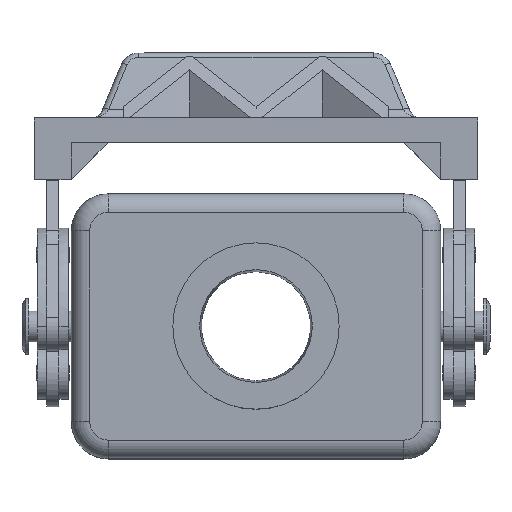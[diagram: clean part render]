
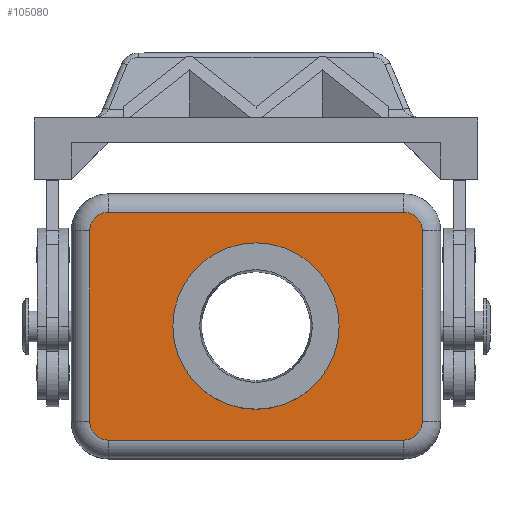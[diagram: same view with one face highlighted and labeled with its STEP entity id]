
A CAD part, top view. The second image highlights one B-rep face of the part: STEP entity #105080.
In plain terms, the highlighted planar face has unit normal (0, 0, 1).
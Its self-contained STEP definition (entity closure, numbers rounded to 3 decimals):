
#21870=CARTESIAN_POINT('',(-24.,18.5,45.));
#21880=DIRECTION('',(1.,0.,0.));
#21890=VECTOR('',#21880,1.);
#21900=LINE('',#21870,#21890);
#21910=CARTESIAN_POINT('',(-24.,18.5,45.));
#21920=VERTEX_POINT('',#21910);
#21930=CARTESIAN_POINT('',(24.,18.5,45.));
#21940=VERTEX_POINT('',#21930);
#21950=EDGE_CURVE('',#21920,#21940,#21900,.T.);
#22430=CARTESIAN_POINT('',(27.,-15.5,45.));
#22440=VERTEX_POINT('',#22430);
#22470=CARTESIAN_POINT('',(27.,15.5,45.));
#22480=DIRECTION('',(0.,-1.,0.));
#22490=VECTOR('',#22480,1.);
#22500=LINE('',#22470,#22490);
#22510=CARTESIAN_POINT('',(27.,15.5,45.));
#22520=VERTEX_POINT('',#22510);
#22530=EDGE_CURVE('',#22520,#22440,#22500,.T.);
#22880=CARTESIAN_POINT('',(-27.,15.5,45.));
#22890=VERTEX_POINT('',#22880);
#22920=CARTESIAN_POINT('',(-27.,-15.5,45.));
#22930=DIRECTION('',(0.,1.,0.));
#22940=VECTOR('',#22930,1.);
#22950=LINE('',#22920,#22940);
#22960=CARTESIAN_POINT('',(-27.,-15.5,45.));
#22970=VERTEX_POINT('',#22960);
#22980=EDGE_CURVE('',#22970,#22890,#22950,.T.);
#23220=CARTESIAN_POINT('',(24.,-18.5,45.));
#23230=DIRECTION('',(-1.,0.,0.));
#23240=VECTOR('',#23230,1.);
#23250=LINE('',#23220,#23240);
#23260=CARTESIAN_POINT('',(24.,-18.5,45.));
#23270=VERTEX_POINT('',#23260);
#23280=CARTESIAN_POINT('',(-24.,-18.5,45.));
#23290=VERTEX_POINT('',#23280);
#23300=EDGE_CURVE('',#23270,#23290,#23250,.T.);
#53460=CARTESIAN_POINT('',(13.5,0.,45.));
#53470=VERTEX_POINT('',#53460);
#53550=CARTESIAN_POINT('',(-13.5,0.,45.));
#53560=VERTEX_POINT('',#53550);
#53590=CARTESIAN_POINT('',(0.,0.,45.
));
#53600=DIRECTION('',(0.,0.,1.));
#53610=DIRECTION('',(0.,1.,0.));
#53620=AXIS2_PLACEMENT_3D('',#53590,#53600,#53610);
#53630=CIRCLE('',#53620,13.5);
#53640=CARTESIAN_POINT('',(0.,13.5,45.));
#53650=VERTEX_POINT('',#53640);
#53660=EDGE_CURVE('',#53650,#53560,#53630,.T.);
#53680=EDGE_CURVE('',#53470,#53650,#53630,.T.);
#100990=CARTESIAN_POINT('',(-24.,-15.5,45.));
#101000=DIRECTION('',(0.,0.,-1.));
#101010=DIRECTION('',(-1.,0.,-0.));
#101020=AXIS2_PLACEMENT_3D('',#100990,#101000,#101010);
#101030=CIRCLE('',#101020,3.);
#101040=EDGE_CURVE('',#23290,#22970,#101030,.T.);
#101260=CARTESIAN_POINT('',(24.,-15.5,45.));
#101270=DIRECTION('',(0.,0.,-1.));
#101280=DIRECTION('',(-1.,0.,-0.));
#101290=AXIS2_PLACEMENT_3D('',#101260,#101270,#101280);
#101300=CIRCLE('',#101290,3.);
#101310=EDGE_CURVE('',#22440,#23270,#101300,.T.);
#102550=CARTESIAN_POINT('',(-24.,15.5,45.));
#102560=DIRECTION('',(0.,0.,-1.));
#102570=DIRECTION('',(-1.,0.,-0.));
#102580=AXIS2_PLACEMENT_3D('',#102550,#102560,#102570);
#102590=CIRCLE('',#102580,3.);
#102600=EDGE_CURVE('',#22890,#21920,#102590,.T.);
#102800=CARTESIAN_POINT('',(24.,15.5,45.));
#102810=DIRECTION('',(0.,0.,-1.));
#102820=DIRECTION('',(-1.,0.,-0.));
#102830=AXIS2_PLACEMENT_3D('',#102800,#102810,#102820);
#102840=CIRCLE('',#102830,3.);
#102850=EDGE_CURVE('',#21940,#22520,#102840,.T.);
#104870=CARTESIAN_POINT('',(-32.4,-22.2,45.));
#104880=DIRECTION('',(0.,0.,1.));
#104890=DIRECTION('',(1.,0.,-0.));
#104900=AXIS2_PLACEMENT_3D('',#104870,#104880,#104890);
#104910=PLANE('',#104900);
#104920=ORIENTED_EDGE('',*,*,#101040,.F.);
#104930=ORIENTED_EDGE('',*,*,#22980,.F.);
#104940=ORIENTED_EDGE('',*,*,#102600,.F.);
#104950=ORIENTED_EDGE('',*,*,#21950,.F.);
#104960=ORIENTED_EDGE('',*,*,#102850,.F.);
#104970=ORIENTED_EDGE('',*,*,#22530,.F.);
#104980=ORIENTED_EDGE('',*,*,#101310,.F.);
#104990=ORIENTED_EDGE('',*,*,#23300,.F.);
#105000=EDGE_LOOP('',(#104990,#104980,#104970,#104960,#104950,#104940,
#104930,#104920));
#105010=FACE_OUTER_BOUND('',#105000,.T.);
#105020=ORIENTED_EDGE('',*,*,#53660,.F.);
#105030=EDGE_CURVE('',#53560,#53470,#53630,.T.);
#105040=ORIENTED_EDGE('',*,*,#105030,.F.);
#105050=ORIENTED_EDGE('',*,*,#53680,.F.);
#105060=EDGE_LOOP('',(#105050,#105040,#105020));
#105070=FACE_BOUND('',#105060,.T.);
#105080=ADVANCED_FACE('',(#105010,#105070),#104910,.T.);
